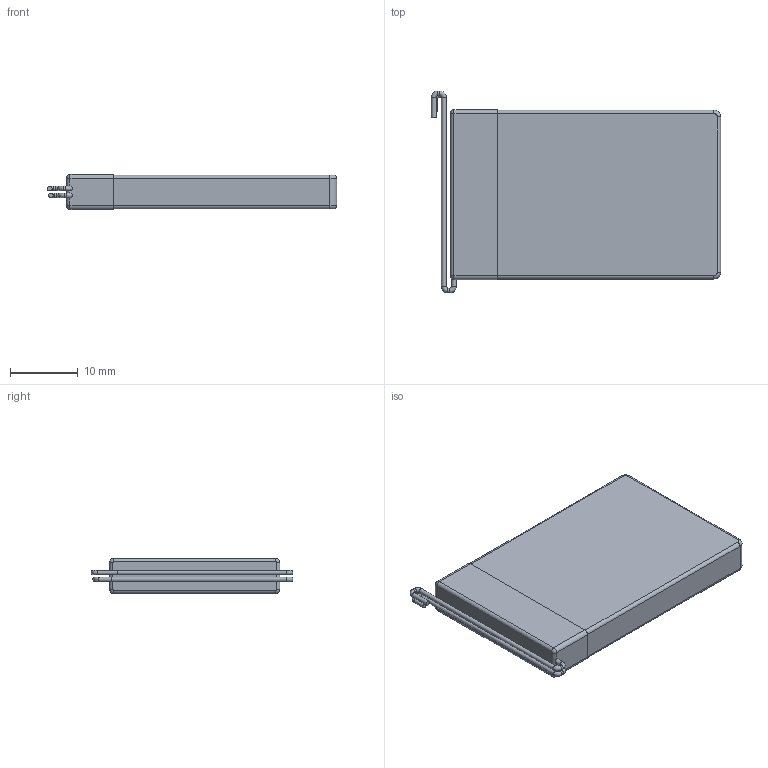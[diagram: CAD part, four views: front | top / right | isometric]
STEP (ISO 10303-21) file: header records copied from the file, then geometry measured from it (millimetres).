
FILE_DESCRIPTION(('FreeCAD Model'),'2;1');
FILE_NAME('Open CASCADE Shape Model','2023-11-02T11:31:33',(''),(''), 'Open CASCADE STEP processor 7.6','FreeCAD','Unknown');
FILE_SCHEMA(('AUTOMOTIVE_DESIGN { 1 0 10303 214 1 1 1 1 }'));
Length unit declared in the file: millimetre
Products named in the file (1): Body
Bounding box: 42.85 x 29.92 x 5.2 mm (x, y, z)
Volume: 5052.6 mm3; surface area: 2760.6 mm2
Topology: 1 solids, 1 shells, 57 faces, 126 edges, 72 vertices
Faces by surface type: cylinder 24, plane 15, torus 10, revolution 6, extrusion 2
Full cylindrical faces by diameter (mm): 0.7 x8
Entity records: 2034 total; most frequent: DIRECTION 314, CARTESIAN_POINT 286, ORIENTED_EDGE 252, AXIS2_PLACEMENT_3D 126, EDGE_CURVE 126, CIRCLE 76, VERTEX_POINT 72, FACE_BOUND 58
